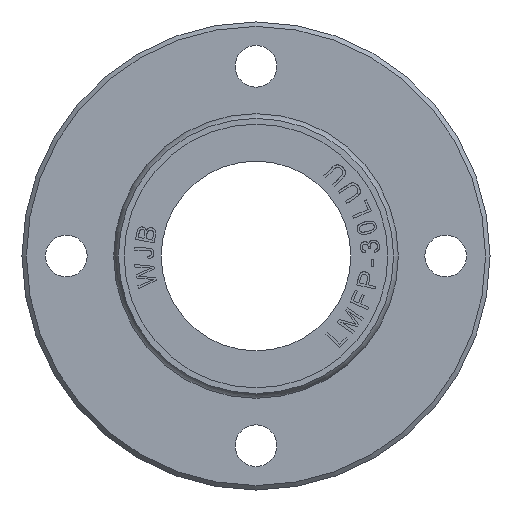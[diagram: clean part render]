
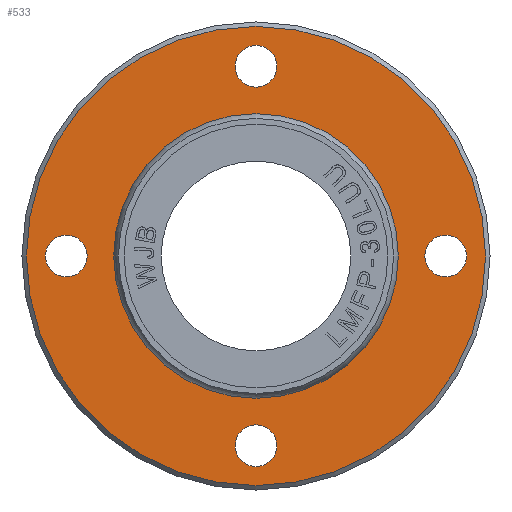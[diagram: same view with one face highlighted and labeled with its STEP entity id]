
A CAD part, left-side view. The second image highlights one B-rep face of the part: STEP entity #533.
In plain terms, the highlighted planar face has unit normal (-1, 0, 0).
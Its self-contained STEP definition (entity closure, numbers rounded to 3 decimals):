
#533=ADVANCED_FACE('',(#1269,#1270,#1271,#1272,#1273,#1274),#905,.T.);
#905=PLANE('',#6738);
#1165=CIRCLE('',#6729,36.3);
#1167=CIRCLE('',#6733,22.127);
#1168=CIRCLE('',#6734,3.3);
#1169=CIRCLE('',#6735,3.3);
#1170=CIRCLE('',#6736,3.3);
#1171=CIRCLE('',#6737,3.3);
#1269=FACE_BOUND('',#1397,.T.);
#1270=FACE_BOUND('',#1398,.T.);
#1271=FACE_BOUND('',#1399,.T.);
#1272=FACE_BOUND('',#1400,.T.);
#1273=FACE_BOUND('',#1401,.T.);
#1274=FACE_BOUND('',#1402,.T.);
#1397=EDGE_LOOP('',(#2524));
#1398=EDGE_LOOP('',(#2525));
#1399=EDGE_LOOP('',(#2526));
#1400=EDGE_LOOP('',(#2527));
#1401=EDGE_LOOP('',(#2528));
#1402=EDGE_LOOP('',(#2529));
#2524=ORIENTED_EDGE('',*,*,#4975,.F.);
#2525=ORIENTED_EDGE('',*,*,#4977,.F.);
#2526=ORIENTED_EDGE('',*,*,#4978,.T.);
#2527=ORIENTED_EDGE('',*,*,#4979,.T.);
#2528=ORIENTED_EDGE('',*,*,#4980,.T.);
#2529=ORIENTED_EDGE('',*,*,#4981,.T.);
#4353=VERTEX_POINT('',#10047);
#4355=VERTEX_POINT('',#10053);
#4356=VERTEX_POINT('',#10055);
#4357=VERTEX_POINT('',#10057);
#4358=VERTEX_POINT('',#10059);
#4359=VERTEX_POINT('',#10061);
#4975=EDGE_CURVE('',#4353,#4353,#1165,.T.);
#4977=EDGE_CURVE('',#4355,#4355,#1167,.T.);
#4978=EDGE_CURVE('',#4356,#4356,#1168,.T.);
#4979=EDGE_CURVE('',#4357,#4357,#1169,.T.);
#4980=EDGE_CURVE('',#4358,#4358,#1170,.T.);
#4981=EDGE_CURVE('',#4359,#4359,#1171,.T.);
#6729=AXIS2_PLACEMENT_3D('',#10046,#7291,#7292);
#6733=AXIS2_PLACEMENT_3D('',#10052,#7299,#7300);
#6734=AXIS2_PLACEMENT_3D('',#10054,#7301,#7302);
#6735=AXIS2_PLACEMENT_3D('',#10056,#7303,#7304);
#6736=AXIS2_PLACEMENT_3D('',#10058,#7305,#7306);
#6737=AXIS2_PLACEMENT_3D('',#10060,#7307,#7308);
#6738=AXIS2_PLACEMENT_3D('',#10062,#7309,#7310);
#7291=DIRECTION('',(1.,0.,0.));
#7292=DIRECTION('',(0.,0.,-1.));
#7299=DIRECTION('',(-1.,0.,0.));
#7300=DIRECTION('',(0.,0.,1.));
#7301=DIRECTION('',(1.,0.,0.));
#7302=DIRECTION('',(0.,1.,0.));
#7303=DIRECTION('',(1.,0.,0.));
#7304=DIRECTION('',(0.,1.,0.));
#7305=DIRECTION('',(1.,0.,0.));
#7306=DIRECTION('',(0.,1.,0.));
#7307=DIRECTION('',(1.,0.,0.));
#7308=DIRECTION('',(0.,1.,0.));
#7309=DIRECTION('',(-1.,0.,0.));
#7310=DIRECTION('',(0.,0.,1.));
#10046=CARTESIAN_POINT('',(10.,0.,0.));
#10047=CARTESIAN_POINT('',(10.,0.,36.3));
#10052=CARTESIAN_POINT('',(10.,0.,0.));
#10053=CARTESIAN_POINT('',(10.,0.,22.127));
#10054=CARTESIAN_POINT('',(10.,30.,0.));
#10055=CARTESIAN_POINT('',(10.,26.7,0.));
#10056=CARTESIAN_POINT('',(10.,-30.,0.));
#10057=CARTESIAN_POINT('',(10.,-33.3,0.));
#10058=CARTESIAN_POINT('',(10.,0.,30.));
#10059=CARTESIAN_POINT('',(10.,-3.3,30.));
#10060=CARTESIAN_POINT('',(10.,0.,-30.));
#10061=CARTESIAN_POINT('',(10.,-3.3,-30.));
#10062=CARTESIAN_POINT('',(10.,0.,29.563));
